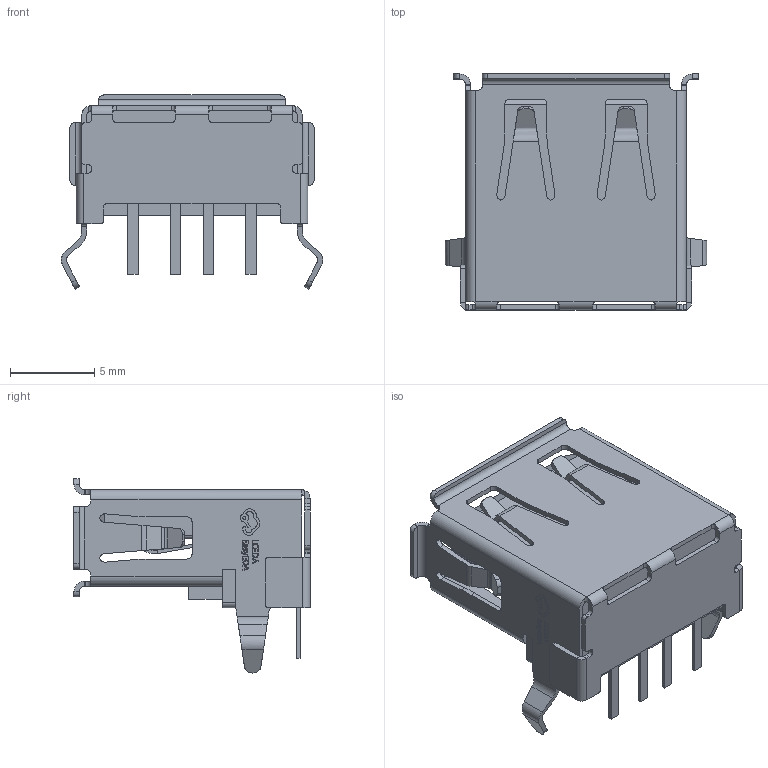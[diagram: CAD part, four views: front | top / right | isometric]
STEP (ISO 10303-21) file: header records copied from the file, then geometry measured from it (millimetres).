
FILE_DESCRIPTION (( 'STEP AP214' ), '1' );
FILE_NAME ('USBA.STEP', '2023-10-14T10:58:44', ( '' ), ( '' ), 'SwSTEP 2.0', 'SolidWorks 2019', '' );
FILE_SCHEMA (( 'AUTOMOTIVE_DESIGN' ));
Length unit declared in the file: millimetre
Products named in the file (4): USB-A-TH_AF-WJDG.step; COMPOUND-4.step; USB1.step; USBA
Assembly tree (3 placements, depth 4):
  USBA
    USB1.step
      USB-A-TH_AF-WJDG.step
        COMPOUND-4.step
Bounding box: 15.5 x 14 x 11.51 mm (x, y, z)
Volume: 665.7 mm3; surface area: 1714.2 mm2
Topology: 2 solids, 2 shells, 815 faces, 2232 edges, 1438 vertices
Faces by surface type: plane 476, cylinder 211, bspline 124, sphere 4
Entity records: 31919 total; most frequent: CARTESIAN_POINT 8343, ORIENTED_EDGE 4464, DIRECTION 3588, EDGE_CURVE 2232, LINE 1542, VECTOR 1542, VERTEX_POINT 1438, AXIS2_PLACEMENT_3D 1023
